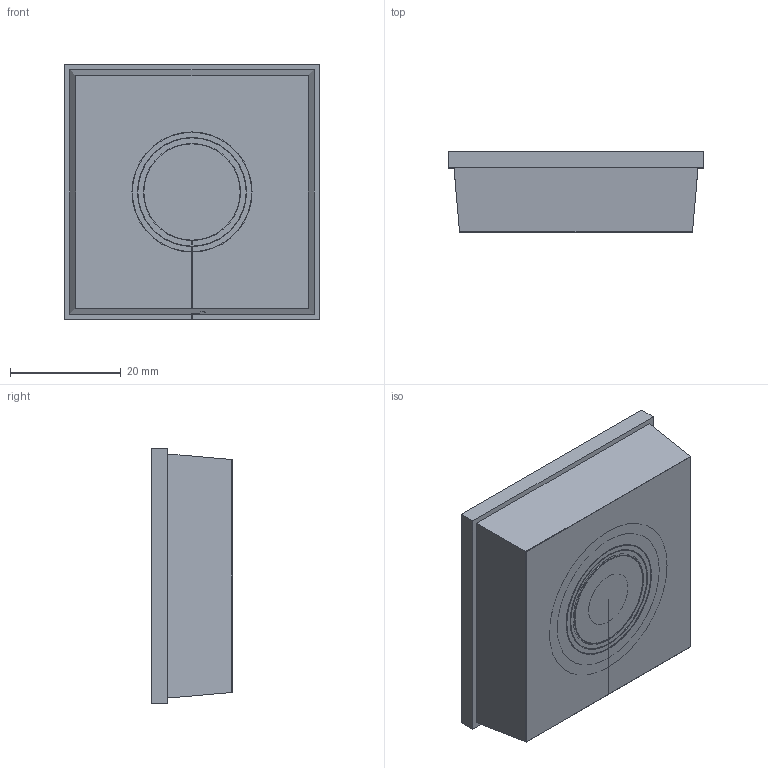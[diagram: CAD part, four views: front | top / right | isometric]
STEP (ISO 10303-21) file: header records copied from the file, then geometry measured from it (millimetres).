
FILE_DESCRIPTION(/* description */ ('','CAx-IF Rec.Pracs.---Representation and Presentation of Product Manufacturing Information (PMI)---3.8---2014-02-18'),/* implementation_level */ '2;1');
FILE_NAME(/* name */ 'BPASDEB1-RST.stp',/* time_stamp */ '2024-06-18T10:10:19+02:00',/* author */ ('sl'),/* organization */ (''),/* preprocessor_version */ 'ST-DEVELOPER v16.5',/* originating_system */ 'Autodesk Inventor 2017',/* authorisation */ '');
FILE_SCHEMA (('AP242_MANAGED_MODEL_BASED_3D_ENGINEERING_MIM_LF { 1 0 10303 442 1 1 4 }'));
Length unit declared in the file: millimetre
Products named in the file (1): BPASDEB1
Bounding box: 46 x 14.7 x 46 mm (x, y, z)
Volume: 27780 mm3; surface area: 14678.9 mm2
Topology: 1 solids, 1 shells, 77 faces, 236 edges, 152 vertices
Faces by surface type: plane 43, cylinder 34
Full cylindrical faces by diameter (mm): 10.002 x1, 17.34 x1, 18.002 x1, 21.5 x1, 21.66 x1
Entity records: 2904 total; most frequent: CARTESIAN_POINT 751, ORIENTED_EDGE 466, DIRECTION 405, EDGE_CURVE 233, LINE 185, VECTOR 185, VERTEX_POINT 152, AXIS2_PLACEMENT_3D 110
